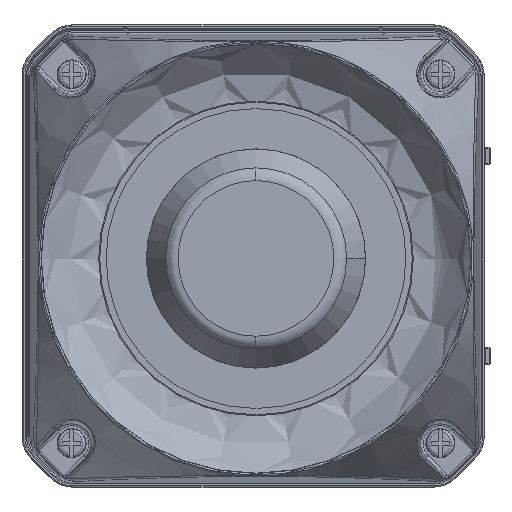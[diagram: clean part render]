
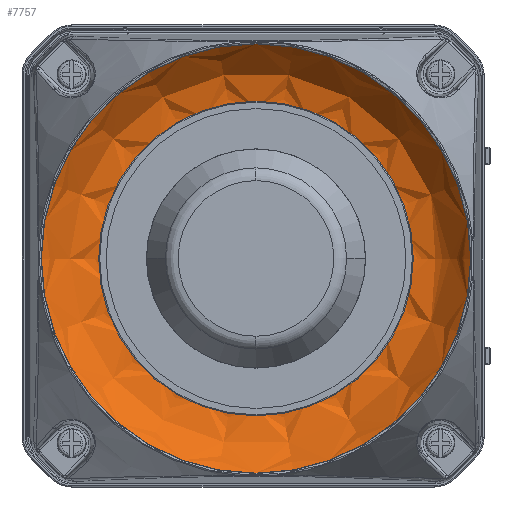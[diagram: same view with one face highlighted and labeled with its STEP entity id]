
A CAD part, top view. The second image highlights one B-rep face of the part: STEP entity #7757.
In plain terms, the highlighted face is a revolution surface.
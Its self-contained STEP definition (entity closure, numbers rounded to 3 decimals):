
#1004=SURFACE_OF_REVOLUTION('',#1680,#1007);
#1007=AXIS1_PLACEMENT('',#46651,#36210);
#1680=B_SPLINE_CURVE_WITH_KNOTS('',3,(#46631,#46632,#46633,#46634,#46635,
#46636,#46637,#46638,#46639,#46640,#46641,#46642,#46643,#46644,#46645,#46646,
#46647,#46648,#46649,#46650),.UNSPECIFIED.,.F.,.F.,(4,1,1,1,1,1,1,1,1,1,
1,1,1,1,1,1,1,4),(0.,0.012,0.034,0.056,
0.078,0.1,0.121,0.244,
0.355,0.446,0.549,0.64,0.718,
0.795,0.869,0.939,0.969,1.),
 .UNSPECIFIED.);
#3022=FACE_BOUND('',#11846,.T.);
#3023=FACE_BOUND('',#11847,.T.);
#7757=ADVANCED_FACE('',(#3022,#3023),#1004,.T.);
#11846=EDGE_LOOP('',(#14656));
#11847=EDGE_LOOP('',(#14657));
#14656=ORIENTED_EDGE('',*,*,#26172,.F.);
#14657=ORIENTED_EDGE('',*,*,#26173,.T.);
#23401=VERTEX_POINT('',#46628);
#23402=VERTEX_POINT('',#46630);
#26172=EDGE_CURVE('',#23401,#23401,#30258,.T.);
#26173=EDGE_CURVE('',#23402,#23402,#30259,.T.);
#30258=CIRCLE('',#32138,30.5);
#30259=CIRCLE('',#32139,43.666);
#32138=AXIS2_PLACEMENT_3D('',#46627,#36206,#36207);
#32139=AXIS2_PLACEMENT_3D('',#46629,#36208,#36209);
#36206=DIRECTION('',(0.,0.,1.));
#36207=DIRECTION('',(1.,0.,0.));
#36208=DIRECTION('',(0.,0.,1.));
#36209=DIRECTION('',(1.,0.,0.));
#36210=DIRECTION('',(0.,0.,1.));
#46627=CARTESIAN_POINT('',(0.,0.,-36.405));
#46628=CARTESIAN_POINT('',(30.5,0.,-36.405));
#46629=CARTESIAN_POINT('',(0.,0.,-28.7));
#46630=CARTESIAN_POINT('',(43.666,0.,-28.7));
#46631=CARTESIAN_POINT('',(43.666,0.,-28.7));
#46632=CARTESIAN_POINT('',(43.619,0.,-28.743));
#46633=CARTESIAN_POINT('',(43.483,0.,-28.869));
#46634=CARTESIAN_POINT('',(43.26,0.,-29.079));
#46635=CARTESIAN_POINT('',(43.,0.,-29.329));
#46636=CARTESIAN_POINT('',(42.745,0.,-29.579));
#46637=CARTESIAN_POINT('',(42.498,0.,-29.829));
#46638=CARTESIAN_POINT('',(41.853,0.,-30.465));
#46639=CARTESIAN_POINT('',(41.341,0.,-31.807));
#46640=CARTESIAN_POINT('',(40.147,0.,-33.132));
#46641=CARTESIAN_POINT('',(38.954,0.,-34.289));
#46642=CARTESIAN_POINT('',(37.699,0.,-35.217));
#46643=CARTESIAN_POINT('',(36.372,0.,-35.888));
#46644=CARTESIAN_POINT('',(35.098,0.,-36.324));
#46645=CARTESIAN_POINT('',(33.865,0.,-36.531));
#46646=CARTESIAN_POINT('',(32.653,0.,-36.599));
#46647=CARTESIAN_POINT('',(31.717,0.,-36.384));
#46648=CARTESIAN_POINT('',(31.,0.,-36.409));
#46649=CARTESIAN_POINT('',(30.667,0.,-36.405));
#46650=CARTESIAN_POINT('',(30.5,0.,-36.405));
#46651=CARTESIAN_POINT('',(0.,0.,-18.905));
